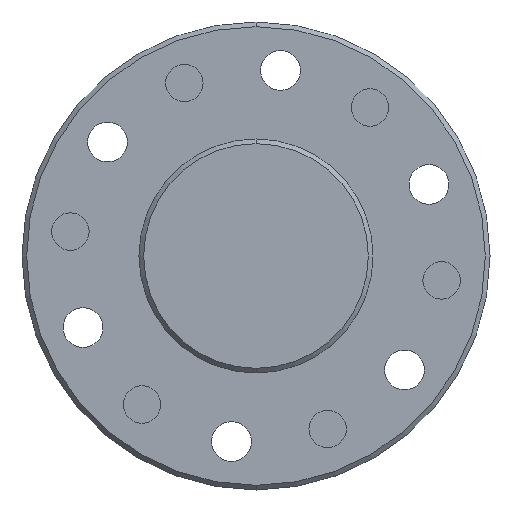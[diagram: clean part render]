
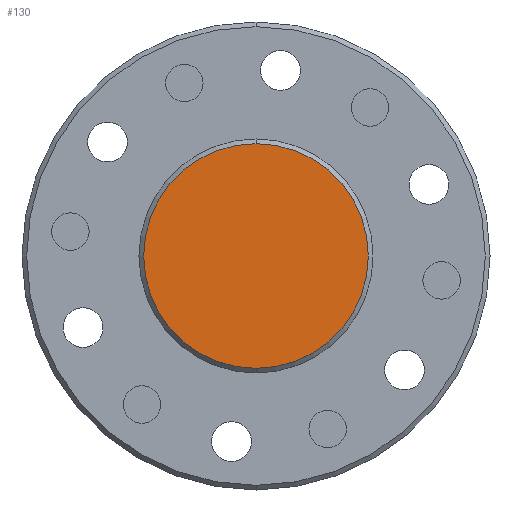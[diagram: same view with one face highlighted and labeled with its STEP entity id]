
A CAD part, front view. The second image highlights one B-rep face of the part: STEP entity #130.
In plain terms, the highlighted planar face has unit normal (0, -1, 0).
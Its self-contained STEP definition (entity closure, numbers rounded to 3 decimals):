
#105 = DIRECTION ( 'NONE',  ( 0., -1., 0. ) ) ;
#130 = ADVANCED_FACE ( 'NONE', ( #2779 ), #1950, .T. ) ;
#151 = AXIS2_PLACEMENT_3D ( 'NONE', #965, #2764, #453 ) ;
#392 = CARTESIAN_POINT ( 'NONE',  ( 0., -6., 0. ) ) ;
#404 = DIRECTION ( 'NONE',  ( 0., -1., 0. ) ) ;
#405 = CARTESIAN_POINT ( 'NONE',  ( 0., -6., -24. ) ) ;
#414 = CARTESIAN_POINT ( 'NONE',  ( 0., -6., 24. ) ) ;
#453 = DIRECTION ( 'NONE',  ( 0., 0., -1. ) ) ;
#585 = ORIENTED_EDGE ( 'NONE', *, *, #2478, .T. ) ;
#746 = CIRCLE ( 'NONE', #151, 24. ) ;
#782 = CIRCLE ( 'NONE', #1680, 24. ) ;
#965 = CARTESIAN_POINT ( 'NONE',  ( 0., -6., 0. ) ) ;
#1416 = VERTEX_POINT ( 'NONE', #405 ) ;
#1461 = EDGE_LOOP ( 'NONE', ( #3297, #585 ) ) ;
#1671 = CARTESIAN_POINT ( 'NONE',  ( 0., -6., 0. ) ) ;
#1680 = AXIS2_PLACEMENT_3D ( 'NONE', #392, #404, #2209 ) ;
#1879 = AXIS2_PLACEMENT_3D ( 'NONE', #1671, #105, #2958 ) ;
#1950 = PLANE ( 'NONE',  #1879 ) ;
#2209 = DIRECTION ( 'NONE',  ( 0., 0., -1. ) ) ;
#2478 = EDGE_CURVE ( 'NONE', #1416, #2954, #746, .T. ) ;
#2764 = DIRECTION ( 'NONE',  ( 0., -1., 0. ) ) ;
#2779 = FACE_OUTER_BOUND ( 'NONE', #1461, .T. ) ;
#2954 = VERTEX_POINT ( 'NONE', #414 ) ;
#2958 = DIRECTION ( 'NONE',  ( 0., 0., -1. ) ) ;
#3140 = EDGE_CURVE ( 'NONE', #2954, #1416, #782, .T. ) ;
#3297 = ORIENTED_EDGE ( 'NONE', *, *, #3140, .T. ) ;
